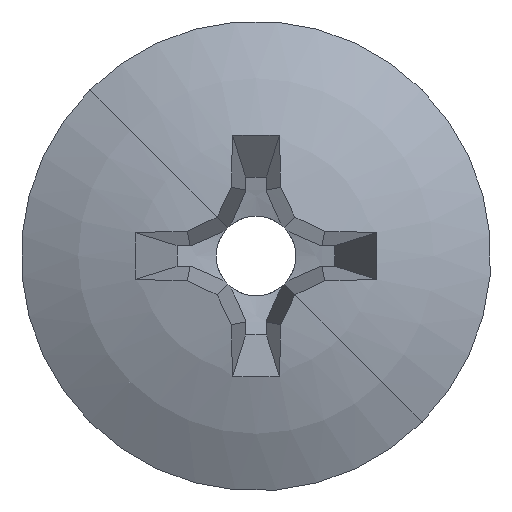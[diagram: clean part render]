
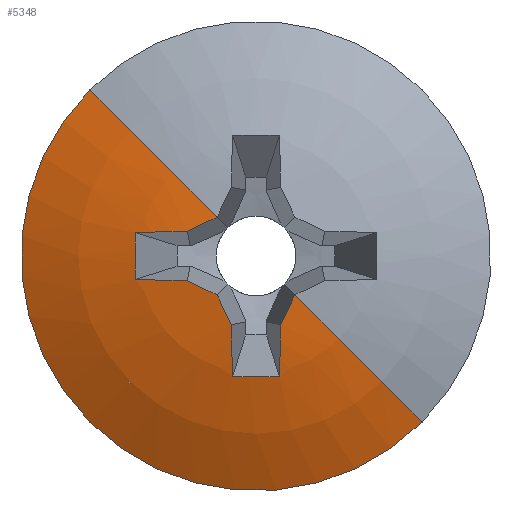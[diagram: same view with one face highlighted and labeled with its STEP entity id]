
A CAD part, left-side view. The second image highlights one B-rep face of the part: STEP entity #5348.
In plain terms, the highlighted spherical face has radius 5.452 mm.
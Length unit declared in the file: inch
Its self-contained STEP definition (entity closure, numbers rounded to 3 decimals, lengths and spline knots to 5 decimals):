
#2322=CARTESIAN_POINT('',(0.14257,0.01131,
0.01131));
#2323=DIRECTION('',(-0.128,0.701,0.701));
#2324=DIRECTION('',(-0.959,0.092,-0.268));
#2325=AXIS2_PLACEMENT_3D('',#2322,#2323,#2324);
#2327=CARTESIAN_POINT('',(-0.06856,0.,-0.02484));
#2328=CARTESIAN_POINT('',(-0.06849,0.00152,
-0.02539));
#2329=CARTESIAN_POINT('',(-0.06833,0.00455,
-0.02647));
#2330=CARTESIAN_POINT('',(-0.06799,0.00898,
-0.02804));
#2331=CARTESIAN_POINT('',(-0.06766,0.01227,
-0.02919));
#2332=CARTESIAN_POINT('',(-0.06746,0.01399,
-0.02979));
#2334=CARTESIAN_POINT('',(-0.06746,-0.01399,
-0.02979));
#2335=CARTESIAN_POINT('',(-0.06766,-0.01226,
-0.02919));
#2336=CARTESIAN_POINT('',(-0.06799,-0.00895,
-0.02803));
#2337=CARTESIAN_POINT('',(-0.06833,-0.00451,
-0.02645));
#2338=CARTESIAN_POINT('',(-0.06849,-0.0015,
-0.02538));
#2339=CARTESIAN_POINT('',(-0.06856,0.,-0.02484));
#2341=CARTESIAN_POINT('',(0.14257,-0.01131,
0.01131));
#2342=DIRECTION('',(-0.128,-0.701,0.701));
#2343=DIRECTION('',(-0.981,-0.012,-0.192));
#2344=AXIS2_PLACEMENT_3D('',#2341,#2342,#2343);
#2346=CARTESIAN_POINT('',(0.13324,0.01932,
0.01932));
#2347=DIRECTION('',(-0.385,0.653,0.653));
#2348=DIRECTION('',(-0.922,-0.237,-0.307));
#2349=AXIS2_PLACEMENT_3D('',#2346,#2347,#2348);
#2351=CARTESIAN_POINT('',(0.14257,0.01131,
-0.01131));
#2352=DIRECTION('',(-0.128,0.701,-0.701));
#2353=DIRECTION('',(-0.959,-0.268,-0.092));
#2354=AXIS2_PLACEMENT_3D('',#2351,#2352,#2353);
#2356=CARTESIAN_POINT('',(-0.06856,-0.02484,0.));
#2357=CARTESIAN_POINT('',(-0.0685,-0.02536,
-0.00143));
#2358=CARTESIAN_POINT('',(-0.06835,-0.02639,
-0.00433));
#2359=CARTESIAN_POINT('',(-0.06799,-0.02805,
-0.00902));
#2360=CARTESIAN_POINT('',(-0.06766,-0.0292,
-0.0123));
#2361=CARTESIAN_POINT('',(-0.06746,-0.02979,
-0.01399));
#2363=CARTESIAN_POINT('',(0.14464,0.,0.));
#2364=DIRECTION('',(0.,0.,-1.));
#2365=DIRECTION('',(-0.87,-0.494,0.));
#2366=AXIS2_PLACEMENT_3D('',#2363,#2364,#2365);
#2368=CARTESIAN_POINT('',(-0.042,0.,0.));
#2369=DIRECTION('',(-1.,0.,0.));
#2370=DIRECTION('',(0.,1.,0.));
#2371=AXIS2_PLACEMENT_3D('',#2368,#2369,#2370);
#2373=CARTESIAN_POINT('',(0.14464,0.,0.));
#2374=DIRECTION('',(0.,0.,1.));
#2375=DIRECTION('',(-0.87,0.494,0.));
#2376=AXIS2_PLACEMENT_3D('',#2373,#2374,#2375);
#2378=CARTESIAN_POINT('',(-0.06746,0.02979,
-0.01399));
#2379=CARTESIAN_POINT('',(-0.06766,0.0292,
-0.0123));
#2380=CARTESIAN_POINT('',(-0.06799,0.02805,
-0.00902));
#2381=CARTESIAN_POINT('',(-0.06834,0.02639,
-0.00434));
#2382=CARTESIAN_POINT('',(-0.0685,0.02536,
-0.00144));
#2383=CARTESIAN_POINT('',(-0.06856,0.02484,0.));
#2385=CARTESIAN_POINT('',(0.14257,-0.01131,
-0.01131));
#2386=DIRECTION('',(0.128,0.701,0.701));
#2387=DIRECTION('',(-0.959,0.268,-0.092));
#2388=AXIS2_PLACEMENT_3D('',#2385,#2386,#2387);
#2390=CARTESIAN_POINT('',(0.13324,-0.01932,
0.01932));
#2391=DIRECTION('',(0.385,0.653,-0.653));
#2392=DIRECTION('',(-0.922,0.237,-0.307));
#2393=AXIS2_PLACEMENT_3D('',#2390,#2391,#2392);
#2508=CARTESIAN_POINT('',(-0.06856,-0.02484,0.));
#2554=CARTESIAN_POINT('',(-0.06856,0.02484,0.));
#2805=CARTESIAN_POINT('',(-0.042,0.106,0.));
#2807=VERTEX_POINT('',#2805);
#2809=CARTESIAN_POINT('',(-0.042,-0.106,0.));
#2811=VERTEX_POINT('',#2809);
#2871=VERTEX_POINT('',#2508);
#2886=VERTEX_POINT('',#2554);
#2887=CARTESIAN_POINT('',(-0.06271,0.03104,
-0.04597));
#2888=CARTESIAN_POINT('',(-0.06746,0.01399,
-0.02979));
#2889=VERTEX_POINT('',#2887);
#2890=VERTEX_POINT('',#2888);
#2891=VERTEX_POINT('',#2327);
#2892=VERTEX_POINT('',#2334);
#2893=CARTESIAN_POINT('',(-0.06271,-0.03104,
-0.04597));
#2894=VERTEX_POINT('',#2893);
#2895=CARTESIAN_POINT('',(-0.06271,-0.04597,
-0.03104));
#2896=VERTEX_POINT('',#2895);
#2897=CARTESIAN_POINT('',(-0.06746,-0.02979,
-0.01399));
#2898=VERTEX_POINT('',#2897);
#2899=VERTEX_POINT('',#2378);
#2900=CARTESIAN_POINT('',(-0.06271,0.04597,
-0.03104));
#2901=VERTEX_POINT('',#2900);
#5316=CARTESIAN_POINT('',(0.14464,0.,0.));
#5317=DIRECTION('',(1.,0.,0.));
#5318=DIRECTION('',(0.,-1.,0.));
#5319=AXIS2_PLACEMENT_3D('',#5316,#5317,#5318);
#5320=SPHERICAL_SURFACE('',#5319,0.21464);
#5322=ORIENTED_EDGE('',*,*,#5321,.T.);
#5324=ORIENTED_EDGE('',*,*,#5323,.F.);
#5326=ORIENTED_EDGE('',*,*,#5325,.F.);
#5328=ORIENTED_EDGE('',*,*,#5327,.T.);
#5330=ORIENTED_EDGE('',*,*,#5329,.T.);
#5332=ORIENTED_EDGE('',*,*,#5331,.T.);
#5334=ORIENTED_EDGE('',*,*,#5333,.F.);
#5336=ORIENTED_EDGE('',*,*,#5335,.F.);
#5337=ORIENTED_EDGE('',*,*,#5309,.F.);
#5339=ORIENTED_EDGE('',*,*,#5338,.T.);
#5341=ORIENTED_EDGE('',*,*,#5340,.F.);
#5343=ORIENTED_EDGE('',*,*,#5342,.F.);
#5345=ORIENTED_EDGE('',*,*,#5344,.F.);
#5346=EDGE_LOOP('',(#5322,#5324,#5326,#5328,#5330,#5332,#5334,#5336,#5337,#5339,
#5341,#5343,#5345));
#5347=FACE_OUTER_BOUND('',#5346,.F.);
#2326=CIRCLE('',#2325,0.21404);
#2333=B_SPLINE_CURVE_WITH_KNOTS('',3,(#2327,#2328,#2329,#2330,#2331,#2332),
.UNSPECIFIED.,.F.,.F.,(4,1,1,4),(0.,0.33333,0.66667,1.),
.UNSPECIFIED.);
#2340=B_SPLINE_CURVE_WITH_KNOTS('',3,(#2334,#2335,#2336,#2337,#2338,#2339),
.UNSPECIFIED.,.F.,.F.,(4,1,1,4),(0.,0.33333,0.66667,1.),
.UNSPECIFIED.);
#2345=CIRCLE('',#2344,0.21404);
#2350=CIRCLE('',#2349,0.21259);
#2355=CIRCLE('',#2354,0.21404);
#2362=B_SPLINE_CURVE_WITH_KNOTS('',3,(#2356,#2357,#2358,#2359,#2360,#2361),
.UNSPECIFIED.,.F.,.F.,(4,1,1,4),(0.,0.33333,0.66667,1.),
.UNSPECIFIED.);
#2367=CIRCLE('',#2366,0.21464);
#2372=CIRCLE('',#2371,0.106);
#2377=CIRCLE('',#2376,0.21464);
#2384=B_SPLINE_CURVE_WITH_KNOTS('',3,(#2378,#2379,#2380,#2381,#2382,#2383),
.UNSPECIFIED.,.F.,.F.,(4,1,1,4),(0.,0.33333,0.66667,1.),
.UNSPECIFIED.);
#2389=CIRCLE('',#2388,0.21404);
#2394=CIRCLE('',#2393,0.21259);
#5309=EDGE_CURVE('',#2807,#2811,#2372,.T.);
#5321=EDGE_CURVE('',#2889,#2890,#2326,.T.);
#5323=EDGE_CURVE('',#2891,#2890,#2333,.T.);
#5325=EDGE_CURVE('',#2892,#2891,#2340,.T.);
#5327=EDGE_CURVE('',#2892,#2894,#2345,.T.);
#5329=EDGE_CURVE('',#2894,#2896,#2350,.T.);
#5331=EDGE_CURVE('',#2896,#2898,#2355,.T.);
#5333=EDGE_CURVE('',#2871,#2898,#2362,.T.);
#5335=EDGE_CURVE('',#2811,#2871,#2367,.T.);
#5338=EDGE_CURVE('',#2807,#2886,#2377,.T.);
#5340=EDGE_CURVE('',#2899,#2886,#2384,.T.);
#5342=EDGE_CURVE('',#2901,#2899,#2389,.T.);
#5344=EDGE_CURVE('',#2889,#2901,#2394,.T.);
#5348=ADVANCED_FACE('',(#5347),#5320,.T.);
